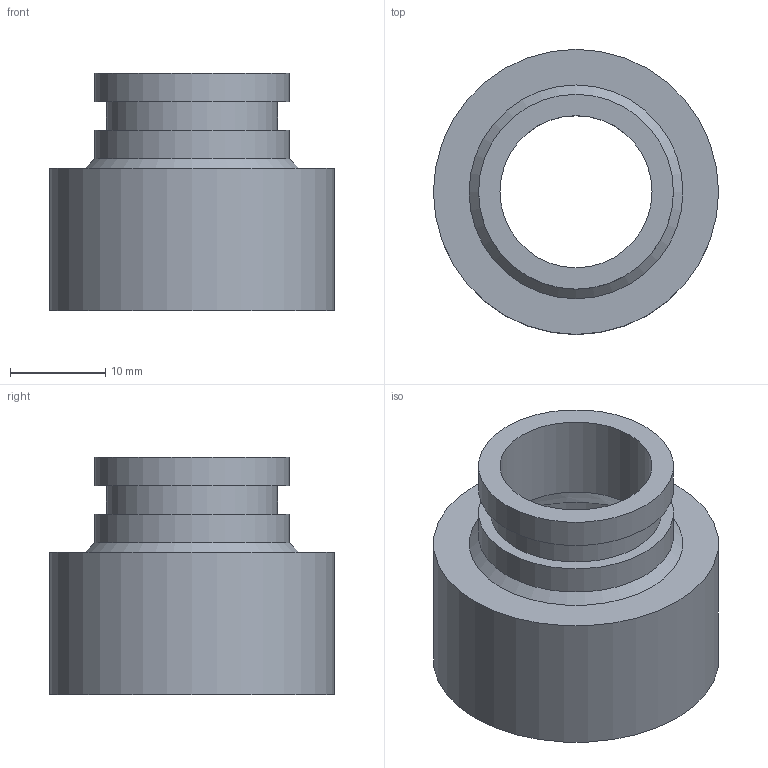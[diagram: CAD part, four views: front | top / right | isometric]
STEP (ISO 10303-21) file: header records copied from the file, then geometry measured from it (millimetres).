
FILE_DESCRIPTION(/* description */ (''),/* implementation_level */ '2;1');
FILE_NAME(/* name */ 'Adaptador_inflador_corrugadoscf.stp',/* time_stamp */ '2020-06-11T09:30:56-04:00',/* author */ ('Juan'),/* organization */ (''),/* preprocessor_version */ 'ST-DEVELOPER v18',/* originating_system */ 'Autodesk Inventor 2020',/* authorisation */ '');
FILE_SCHEMA (('AUTOMOTIVE_DESIGN { 1 0 10303 214 3 1 1 }'));
Length unit declared in the file: millimetre
Products named in the file (1): Adaptador_inflador_corrugadoscf
Bounding box: 30 x 30 x 25 mm (x, y, z)
Volume: 4501.2 mm3; surface area: 4818.4 mm2
Topology: 1 solids, 1 shells, 17 faces, 44 edges, 34 vertices
Faces by surface type: cylinder 8, plane 7, cone 2
Full cylindrical faces by diameter (mm): 16 x1, 18 x1, 20.5 x2, 25 x2, 27 x1, 30 x1
Entity records: 609 total; most frequent: DIRECTION 114, CARTESIAN_POINT 96, ORIENTED_EDGE 88, AXIS2_PLACEMENT_3D 52, EDGE_CURVE 44, CIRCLE 34, VERTEX_POINT 34, EDGE_LOOP 24
